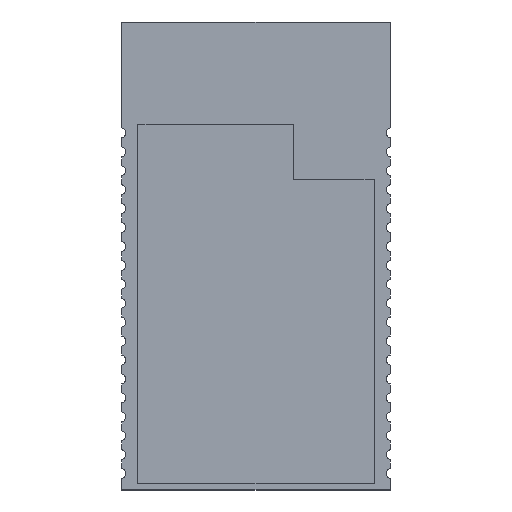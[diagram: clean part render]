
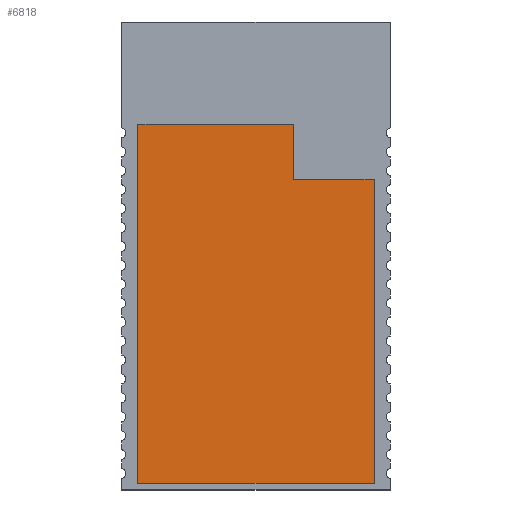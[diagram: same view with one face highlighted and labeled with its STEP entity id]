
A CAD part, top view. The second image highlights one B-rep face of the part: STEP entity #6818.
In plain terms, the highlighted planar face has unit normal (0, 0, 1).
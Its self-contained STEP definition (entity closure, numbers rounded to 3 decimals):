
#4311 = PLANE('',#4312);
#4312 = AXIS2_PLACEMENT_3D('',#4313,#4314,#4315);
#4313 = CARTESIAN_POINT('',(7.92,-15.24,0.8));
#4314 = DIRECTION('',(0.,-1.,0.));
#4315 = DIRECTION('',(-1.,0.,0.));
#4339 = PLANE('',#4340);
#4340 = AXIS2_PLACEMENT_3D('',#4341,#4342,#4343);
#4341 = CARTESIAN_POINT('',(-7.92,-15.24,0.8));
#4342 = DIRECTION('',(-1.,0.,0.));
#4343 = DIRECTION('',(0.,1.,0.));
#4367 = PLANE('',#4368);
#4368 = AXIS2_PLACEMENT_3D('',#4369,#4370,#4371);
#4369 = CARTESIAN_POINT('',(-7.92,8.85,0.8));
#4370 = DIRECTION('',(0.,1.,0.));
#4371 = DIRECTION('',(1.,0.,0.));
#4395 = PLANE('',#4396);
#4396 = AXIS2_PLACEMENT_3D('',#4397,#4398,#4399);
#4397 = CARTESIAN_POINT('',(2.53,8.85,0.8));
#4398 = DIRECTION('',(1.,0.,0.));
#4399 = DIRECTION('',(0.,-1.,0.));
#4423 = PLANE('',#4424);
#4424 = AXIS2_PLACEMENT_3D('',#4425,#4426,#4427);
#4425 = CARTESIAN_POINT('',(2.53,5.13,0.8));
#4426 = DIRECTION('',(0.,1.,0.));
#4427 = DIRECTION('',(1.,0.,0.));
#4449 = PLANE('',#4450);
#4450 = AXIS2_PLACEMENT_3D('',#4451,#4452,#4453);
#4451 = CARTESIAN_POINT('',(7.92,5.13,0.8));
#4452 = DIRECTION('',(1.,0.,0.));
#4453 = DIRECTION('',(0.,-1.,0.));
#6524 = VERTEX_POINT('',#6525);
#6525 = CARTESIAN_POINT('',(7.92,-15.24,3.3));
#6546 = EDGE_CURVE('',#6524,#6547,#6549,.T.);
#6547 = VERTEX_POINT('',#6548);
#6548 = CARTESIAN_POINT('',(-7.92,-15.24,3.3));
#6549 = SURFACE_CURVE('',#6550,(#6554,#6561),.PCURVE_S1.);
#6550 = LINE('',#6551,#6552);
#6551 = CARTESIAN_POINT('',(7.92,-15.24,3.3));
#6552 = VECTOR('',#6553,1.);
#6553 = DIRECTION('',(-1.,0.,0.));
#6554 = PCURVE('',#4311,#6555);
#6555 = DEFINITIONAL_REPRESENTATION('',(#6556),#6560);
#6556 = LINE('',#6557,#6558);
#6557 = CARTESIAN_POINT('',(0.,-2.5));
#6558 = VECTOR('',#6559,1.);
#6559 = DIRECTION('',(1.,0.));
#6560 = ( GEOMETRIC_REPRESENTATION_CONTEXT(2) 
PARAMETRIC_REPRESENTATION_CONTEXT() REPRESENTATION_CONTEXT('2D SPACE',''
  ) );
#6561 = PCURVE('',#6562,#6567);
#6562 = PLANE('',#6563);
#6563 = AXIS2_PLACEMENT_3D('',#6564,#6565,#6566);
#6564 = CARTESIAN_POINT('',(-0.251,-3.446,3.3));
#6565 = DIRECTION('',(0.,0.,1.));
#6566 = DIRECTION('',(1.,0.,0.));
#6567 = DEFINITIONAL_REPRESENTATION('',(#6568),#6572);
#6568 = LINE('',#6569,#6570);
#6569 = CARTESIAN_POINT('',(8.171,-11.794));
#6570 = VECTOR('',#6571,1.);
#6571 = DIRECTION('',(-1.,0.));
#6572 = ( GEOMETRIC_REPRESENTATION_CONTEXT(2) 
PARAMETRIC_REPRESENTATION_CONTEXT() REPRESENTATION_CONTEXT('2D SPACE',''
  ) );
#6600 = VERTEX_POINT('',#6601);
#6601 = CARTESIAN_POINT('',(7.92,5.13,3.3));
#6622 = EDGE_CURVE('',#6600,#6524,#6623,.T.);
#6623 = SURFACE_CURVE('',#6624,(#6628,#6635),.PCURVE_S1.);
#6624 = LINE('',#6625,#6626);
#6625 = CARTESIAN_POINT('',(7.92,5.13,3.3));
#6626 = VECTOR('',#6627,1.);
#6627 = DIRECTION('',(0.,-1.,0.));
#6628 = PCURVE('',#4449,#6629);
#6629 = DEFINITIONAL_REPRESENTATION('',(#6630),#6634);
#6630 = LINE('',#6631,#6632);
#6631 = CARTESIAN_POINT('',(0.,-2.5));
#6632 = VECTOR('',#6633,1.);
#6633 = DIRECTION('',(1.,0.));
#6634 = ( GEOMETRIC_REPRESENTATION_CONTEXT(2) 
PARAMETRIC_REPRESENTATION_CONTEXT() REPRESENTATION_CONTEXT('2D SPACE',''
  ) );
#6635 = PCURVE('',#6562,#6636);
#6636 = DEFINITIONAL_REPRESENTATION('',(#6637),#6641);
#6637 = LINE('',#6638,#6639);
#6638 = CARTESIAN_POINT('',(8.171,8.576));
#6639 = VECTOR('',#6640,1.);
#6640 = DIRECTION('',(0.,-1.));
#6641 = ( GEOMETRIC_REPRESENTATION_CONTEXT(2) 
PARAMETRIC_REPRESENTATION_CONTEXT() REPRESENTATION_CONTEXT('2D SPACE',''
  ) );
#6649 = VERTEX_POINT('',#6650);
#6650 = CARTESIAN_POINT('',(2.53,5.13,3.3));
#6671 = EDGE_CURVE('',#6649,#6600,#6672,.T.);
#6672 = SURFACE_CURVE('',#6673,(#6677,#6684),.PCURVE_S1.);
#6673 = LINE('',#6674,#6675);
#6674 = CARTESIAN_POINT('',(2.53,5.13,3.3));
#6675 = VECTOR('',#6676,1.);
#6676 = DIRECTION('',(1.,0.,0.));
#6677 = PCURVE('',#4423,#6678);
#6678 = DEFINITIONAL_REPRESENTATION('',(#6679),#6683);
#6679 = LINE('',#6680,#6681);
#6680 = CARTESIAN_POINT('',(0.,-2.5));
#6681 = VECTOR('',#6682,1.);
#6682 = DIRECTION('',(1.,0.));
#6683 = ( GEOMETRIC_REPRESENTATION_CONTEXT(2) 
PARAMETRIC_REPRESENTATION_CONTEXT() REPRESENTATION_CONTEXT('2D SPACE',''
  ) );
#6684 = PCURVE('',#6562,#6685);
#6685 = DEFINITIONAL_REPRESENTATION('',(#6686),#6690);
#6686 = LINE('',#6687,#6688);
#6687 = CARTESIAN_POINT('',(2.781,8.576));
#6688 = VECTOR('',#6689,1.);
#6689 = DIRECTION('',(1.,0.));
#6690 = ( GEOMETRIC_REPRESENTATION_CONTEXT(2) 
PARAMETRIC_REPRESENTATION_CONTEXT() REPRESENTATION_CONTEXT('2D SPACE',''
  ) );
#6698 = VERTEX_POINT('',#6699);
#6699 = CARTESIAN_POINT('',(2.53,8.85,3.3));
#6720 = EDGE_CURVE('',#6698,#6649,#6721,.T.);
#6721 = SURFACE_CURVE('',#6722,(#6726,#6733),.PCURVE_S1.);
#6722 = LINE('',#6723,#6724);
#6723 = CARTESIAN_POINT('',(2.53,8.85,3.3));
#6724 = VECTOR('',#6725,1.);
#6725 = DIRECTION('',(0.,-1.,0.));
#6726 = PCURVE('',#4395,#6727);
#6727 = DEFINITIONAL_REPRESENTATION('',(#6728),#6732);
#6728 = LINE('',#6729,#6730);
#6729 = CARTESIAN_POINT('',(0.,-2.5));
#6730 = VECTOR('',#6731,1.);
#6731 = DIRECTION('',(1.,0.));
#6732 = ( GEOMETRIC_REPRESENTATION_CONTEXT(2) 
PARAMETRIC_REPRESENTATION_CONTEXT() REPRESENTATION_CONTEXT('2D SPACE',''
  ) );
#6733 = PCURVE('',#6562,#6734);
#6734 = DEFINITIONAL_REPRESENTATION('',(#6735),#6739);
#6735 = LINE('',#6736,#6737);
#6736 = CARTESIAN_POINT('',(2.781,12.296));
#6737 = VECTOR('',#6738,1.);
#6738 = DIRECTION('',(0.,-1.));
#6739 = ( GEOMETRIC_REPRESENTATION_CONTEXT(2) 
PARAMETRIC_REPRESENTATION_CONTEXT() REPRESENTATION_CONTEXT('2D SPACE',''
  ) );
#6747 = VERTEX_POINT('',#6748);
#6748 = CARTESIAN_POINT('',(-7.92,8.85,3.3));
#6769 = EDGE_CURVE('',#6747,#6698,#6770,.T.);
#6770 = SURFACE_CURVE('',#6771,(#6775,#6782),.PCURVE_S1.);
#6771 = LINE('',#6772,#6773);
#6772 = CARTESIAN_POINT('',(-7.92,8.85,3.3));
#6773 = VECTOR('',#6774,1.);
#6774 = DIRECTION('',(1.,0.,0.));
#6775 = PCURVE('',#4367,#6776);
#6776 = DEFINITIONAL_REPRESENTATION('',(#6777),#6781);
#6777 = LINE('',#6778,#6779);
#6778 = CARTESIAN_POINT('',(0.,-2.5));
#6779 = VECTOR('',#6780,1.);
#6780 = DIRECTION('',(1.,0.));
#6781 = ( GEOMETRIC_REPRESENTATION_CONTEXT(2) 
PARAMETRIC_REPRESENTATION_CONTEXT() REPRESENTATION_CONTEXT('2D SPACE',''
  ) );
#6782 = PCURVE('',#6562,#6783);
#6783 = DEFINITIONAL_REPRESENTATION('',(#6784),#6788);
#6784 = LINE('',#6785,#6786);
#6785 = CARTESIAN_POINT('',(-7.669,12.296));
#6786 = VECTOR('',#6787,1.);
#6787 = DIRECTION('',(1.,0.));
#6788 = ( GEOMETRIC_REPRESENTATION_CONTEXT(2) 
PARAMETRIC_REPRESENTATION_CONTEXT() REPRESENTATION_CONTEXT('2D SPACE',''
  ) );
#6796 = EDGE_CURVE('',#6547,#6747,#6797,.T.);
#6797 = SURFACE_CURVE('',#6798,(#6802,#6809),.PCURVE_S1.);
#6798 = LINE('',#6799,#6800);
#6799 = CARTESIAN_POINT('',(-7.92,-15.24,3.3));
#6800 = VECTOR('',#6801,1.);
#6801 = DIRECTION('',(0.,1.,0.));
#6802 = PCURVE('',#4339,#6803);
#6803 = DEFINITIONAL_REPRESENTATION('',(#6804),#6808);
#6804 = LINE('',#6805,#6806);
#6805 = CARTESIAN_POINT('',(0.,-2.5));
#6806 = VECTOR('',#6807,1.);
#6807 = DIRECTION('',(1.,0.));
#6808 = ( GEOMETRIC_REPRESENTATION_CONTEXT(2) 
PARAMETRIC_REPRESENTATION_CONTEXT() REPRESENTATION_CONTEXT('2D SPACE',''
  ) );
#6809 = PCURVE('',#6562,#6810);
#6810 = DEFINITIONAL_REPRESENTATION('',(#6811),#6815);
#6811 = LINE('',#6812,#6813);
#6812 = CARTESIAN_POINT('',(-7.669,-11.794));
#6813 = VECTOR('',#6814,1.);
#6814 = DIRECTION('',(0.,1.));
#6815 = ( GEOMETRIC_REPRESENTATION_CONTEXT(2) 
PARAMETRIC_REPRESENTATION_CONTEXT() REPRESENTATION_CONTEXT('2D SPACE',''
  ) );
#6818 = ADVANCED_FACE('',(#6819),#6562,.T.);
#6819 = FACE_BOUND('',#6820,.F.);
#6820 = EDGE_LOOP('',(#6821,#6822,#6823,#6824,#6825,#6826));
#6821 = ORIENTED_EDGE('',*,*,#6796,.T.);
#6822 = ORIENTED_EDGE('',*,*,#6769,.T.);
#6823 = ORIENTED_EDGE('',*,*,#6720,.T.);
#6824 = ORIENTED_EDGE('',*,*,#6671,.T.);
#6825 = ORIENTED_EDGE('',*,*,#6622,.T.);
#6826 = ORIENTED_EDGE('',*,*,#6546,.T.);
